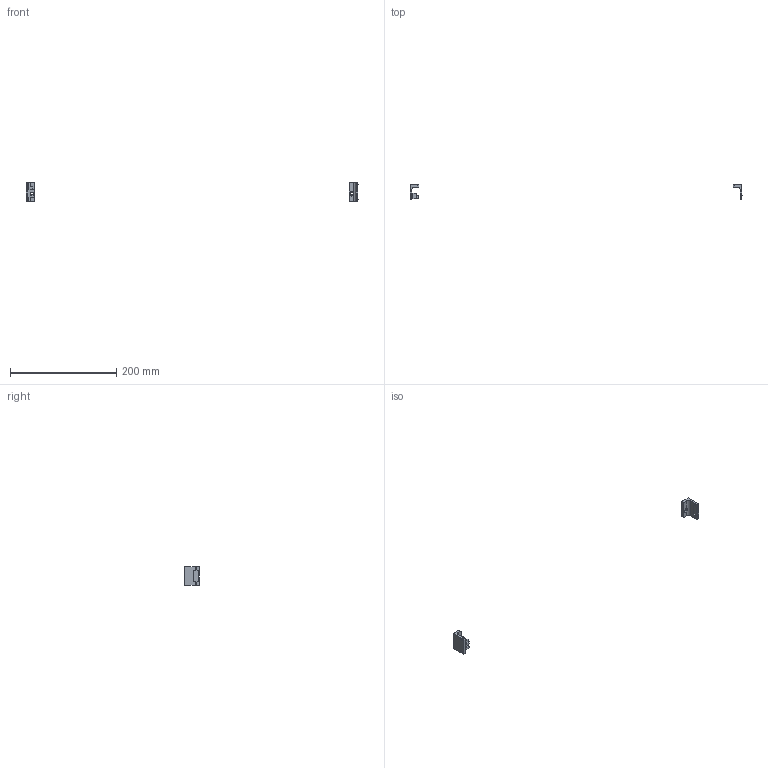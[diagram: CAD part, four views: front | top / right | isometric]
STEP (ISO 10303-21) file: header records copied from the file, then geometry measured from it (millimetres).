
FILE_DESCRIPTION(/* description */ (''),/* implementation_level */ '2;1');
FILE_NAME(/* name */ 'Y endstop mount.step',/* time_stamp */ '2023-09-04T05:36:30+08:00',/* author */ (''),/* organization */ (''),/* preprocessor_version */ 'ST-DEVELOPER v20',/* originating_system */ 'Autodesk Translation Framework v12.9.0.99',/* authorisation */ '');
FILE_SCHEMA (('AUTOMOTIVE_DESIGN { 1 0 10303 214 3 1 1 }'));
Length unit declared in the file: millimetre
Products named in the file (2): Y endstop; Optical endstop
Assembly tree (1 placements, depth 2):
  Y endstop
    Optical endstop
Bounding box: 624.9 x 28 x 35 mm (x, y, z)
Volume: 12441.7 mm3; surface area: 8715 mm2
Topology: 3 solids, 3 shells, 125 faces, 336 edges, 224 vertices
Faces by surface type: plane 89, cylinder 20, bspline 16
Full cylindrical faces by diameter (mm): 3.2 x6, 5.3 x2
Entity records: 4119 total; most frequent: CARTESIAN_POINT 960, ORIENTED_EDGE 672, DIRECTION 572, EDGE_CURVE 336, LINE 260, VECTOR 260, VERTEX_POINT 224, AXIS2_PLACEMENT_3D 156
